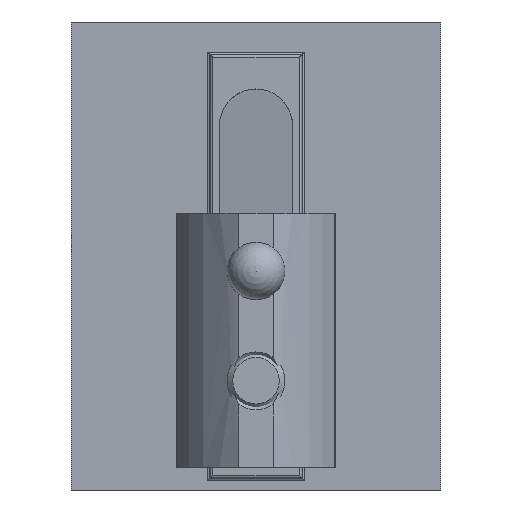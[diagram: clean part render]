
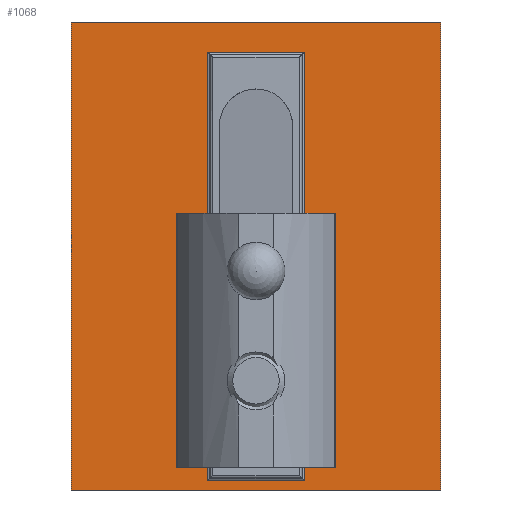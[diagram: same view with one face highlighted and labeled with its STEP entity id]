
A CAD part, front view. The second image highlights one B-rep face of the part: STEP entity #1068.
In plain terms, the highlighted planar face has unit normal (0, -1, 0).
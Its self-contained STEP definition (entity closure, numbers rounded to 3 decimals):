
#273=ORIENTED_EDGE('',*,*,#511,.F.);
#274=ORIENTED_EDGE('',*,*,#478,.F.);
#275=ORIENTED_EDGE('',*,*,#512,.T.);
#276=ORIENTED_EDGE('',*,*,#489,.T.);
#277=ORIENTED_EDGE('',*,*,#513,.T.);
#278=ORIENTED_EDGE('',*,*,#471,.F.);
#279=ORIENTED_EDGE('',*,*,#514,.F.);
#280=ORIENTED_EDGE('',*,*,#464,.T.);
#464=EDGE_CURVE('',#597,#596,#691,.T.);
#471=EDGE_CURVE('',#603,#599,#696,.T.);
#478=EDGE_CURVE('',#609,#610,#701,.T.);
#489=EDGE_CURVE('',#620,#621,#708,.T.);
#511=EDGE_CURVE('',#610,#621,#722,.T.);
#512=EDGE_CURVE('',#609,#620,#723,.T.);
#513=EDGE_CURVE('',#596,#599,#724,.T.);
#514=EDGE_CURVE('',#597,#603,#725,.T.);
#596=VERTEX_POINT('',#1687);
#597=VERTEX_POINT('',#1689);
#599=VERTEX_POINT('',#1694);
#603=VERTEX_POINT('',#1702);
#609=VERTEX_POINT('',#1717);
#610=VERTEX_POINT('',#1719);
#620=VERTEX_POINT('',#1742);
#621=VERTEX_POINT('',#1743);
#691=LINE('',#1688,#776);
#696=LINE('',#1703,#781);
#701=LINE('',#1718,#786);
#708=LINE('',#1741,#793);
#722=LINE('',#1784,#807);
#723=LINE('',#1785,#808);
#724=LINE('',#1786,#809);
#725=LINE('',#1787,#810);
#776=VECTOR('',#1367,1000.);
#781=VECTOR('',#1378,1000.);
#786=VECTOR('',#1391,1000.);
#793=VECTOR('',#1410,1000.);
#807=VECTOR('',#1458,1000.);
#808=VECTOR('',#1459,1000.);
#809=VECTOR('',#1460,1000.);
#810=VECTOR('',#1461,1000.);
#874=EDGE_LOOP('',(#273,#274,#275,#276));
#875=EDGE_LOOP('',(#277,#278,#279,#280));
#958=FACE_BOUND('',#874,.T.);
#959=FACE_BOUND('',#875,.T.);
#1021=PLANE('',#1206);
#1068=ADVANCED_FACE('',(#958,#959),#1021,.F.);
#1206=AXIS2_PLACEMENT_3D('',#1783,#1456,#1457);
#1367=DIRECTION('',(-1.,0.,0.));
#1378=DIRECTION('',(-1.,0.,0.));
#1391=DIRECTION('',(-1.,0.,0.));
#1410=DIRECTION('',(-1.,0.,0.));
#1456=DIRECTION('',(0.,1.,0.));
#1457=DIRECTION('',(0.,0.,1.));
#1458=DIRECTION('',(0.,0.,-1.));
#1459=DIRECTION('',(0.,0.,-1.));
#1460=DIRECTION('',(0.,0.,-1.));
#1461=DIRECTION('',(0.,0.,-1.));
#1687=CARTESIAN_POINT('',(-16.,2.7,31.05));
#1688=CARTESIAN_POINT('',(16.,2.7,31.05));
#1689=CARTESIAN_POINT('',(16.,2.7,31.05));
#1694=CARTESIAN_POINT('',(-16.,2.7,-9.45));
#1702=CARTESIAN_POINT('',(16.,2.7,-9.45));
#1703=CARTESIAN_POINT('',(16.,2.7,-9.45));
#1717=CARTESIAN_POINT('',(4.2,2.7,28.45));
#1718=CARTESIAN_POINT('',(16.,2.7,28.45));
#1719=CARTESIAN_POINT('',(-4.2,2.7,28.45));
#1741=CARTESIAN_POINT('',(16.,2.7,-8.64));
#1742=CARTESIAN_POINT('',(4.2,2.7,-8.64));
#1743=CARTESIAN_POINT('',(-4.2,2.7,-8.64));
#1783=CARTESIAN_POINT('',(16.,2.7,-8.64));
#1784=CARTESIAN_POINT('',(-4.2,2.7,30.));
#1785=CARTESIAN_POINT('',(4.2,2.7,30.));
#1786=CARTESIAN_POINT('',(-16.,2.7,-8.64));
#1787=CARTESIAN_POINT('',(16.,2.7,31.05));
